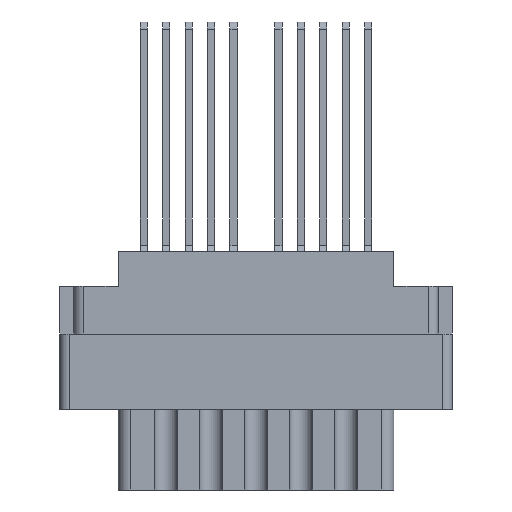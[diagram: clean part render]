
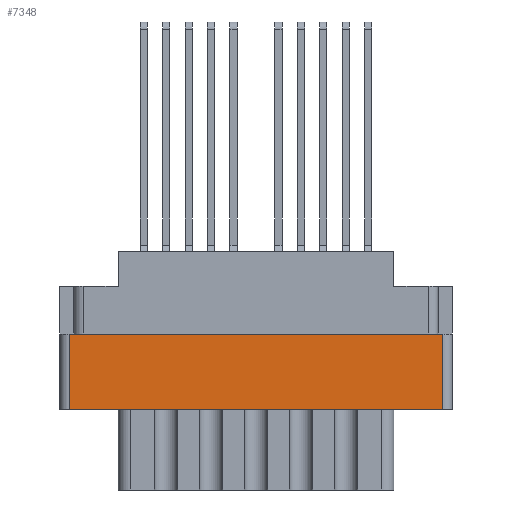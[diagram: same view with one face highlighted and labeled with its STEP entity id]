
A CAD part, front view. The second image highlights one B-rep face of the part: STEP entity #7348.
In plain terms, the highlighted planar face has unit normal (0, -1, 0).
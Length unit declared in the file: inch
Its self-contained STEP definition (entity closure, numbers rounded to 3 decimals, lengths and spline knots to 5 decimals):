
#509 = CARTESIAN_POINT ( 'NONE',  ( 0., -0.343, -0.529 ) ) ;
#778 = CARTESIAN_POINT ( 'NONE',  ( -0.624, -0.343, -0.798 ) ) ;
#1028 = LINE ( 'NONE', #778, #11721 ) ;
#1171 = VECTOR ( 'NONE', #22654, 39.37008 ) ;
#2215 = FACE_OUTER_BOUND ( 'NONE', #23039, .T. ) ;
#5732 = VERTEX_POINT ( 'NONE', #19809 ) ;
#7043 = ORIENTED_EDGE ( 'NONE', *, *, #10335, .F. ) ;
#7348 = ADVANCED_FACE ( 'NONE', ( #2215 ), #16057, .T. ) ;
#7521 = CARTESIAN_POINT ( 'NONE',  ( 0., -0.343, -0.277 ) ) ;
#8395 = CARTESIAN_POINT ( 'NONE',  ( 0.624, -0.343, -0.529 ) ) ;
#8786 = VERTEX_POINT ( 'NONE', #8395 ) ;
#8972 = LINE ( 'NONE', #7521, #10684 ) ;
#9761 = CARTESIAN_POINT ( 'NONE',  ( -0.624, -0.343, -0.277 ) ) ;
#10335 = EDGE_CURVE ( 'NONE', #8786, #5732, #14356, .T. ) ;
#10684 = VECTOR ( 'NONE', #11049, 39.37008 ) ;
#10811 = EDGE_CURVE ( 'NONE', #14011, #5732, #1028, .T. ) ;
#11049 = DIRECTION ( 'NONE',  ( 1., 0., 0. ) ) ;
#11721 = VECTOR ( 'NONE', #13860, 39.37008 ) ;
#12752 = AXIS2_PLACEMENT_3D ( 'NONE', #19951, #18144, #14402 ) ;
#13026 = ORIENTED_EDGE ( 'NONE', *, *, #10811, .T. ) ;
#13444 = DIRECTION ( 'NONE',  ( -1., 0., 0. ) ) ;
#13587 = CARTESIAN_POINT ( 'NONE',  ( 0.624, -0.343, -0.798 ) ) ;
#13860 = DIRECTION ( 'NONE',  ( 0., 0., -1. ) ) ;
#14011 = VERTEX_POINT ( 'NONE', #9761 ) ;
#14356 = LINE ( 'NONE', #509, #22371 ) ;
#14402 = DIRECTION ( 'NONE',  ( 0., 0., -1. ) ) ;
#16057 = PLANE ( 'NONE',  #12752 ) ;
#16747 = EDGE_CURVE ( 'NONE', #14011, #20058, #8972, .T. ) ;
#17082 = LINE ( 'NONE', #13587, #1171 ) ;
#18144 = DIRECTION ( 'NONE',  ( 0., -1., 0. ) ) ;
#19181 = ORIENTED_EDGE ( 'NONE', *, *, #16747, .F. ) ;
#19809 = CARTESIAN_POINT ( 'NONE',  ( -0.624, -0.343, -0.529 ) ) ;
#19951 = CARTESIAN_POINT ( 'NONE',  ( -0.656, -0.343, -0.798 ) ) ;
#20058 = VERTEX_POINT ( 'NONE', #22210 ) ;
#21538 = EDGE_CURVE ( 'NONE', #8786, #20058, #17082, .T. ) ;
#22009 = ORIENTED_EDGE ( 'NONE', *, *, #21538, .T. ) ;
#22210 = CARTESIAN_POINT ( 'NONE',  ( 0.624, -0.343, -0.277 ) ) ;
#22371 = VECTOR ( 'NONE', #13444, 39.37008 ) ;
#22654 = DIRECTION ( 'NONE',  ( 0., 0., 1. ) ) ;
#23039 = EDGE_LOOP ( 'NONE', ( #19181, #13026, #7043, #22009 ) ) ;
